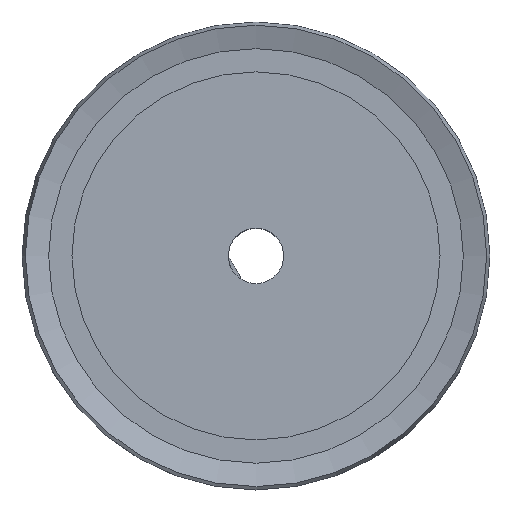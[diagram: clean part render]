
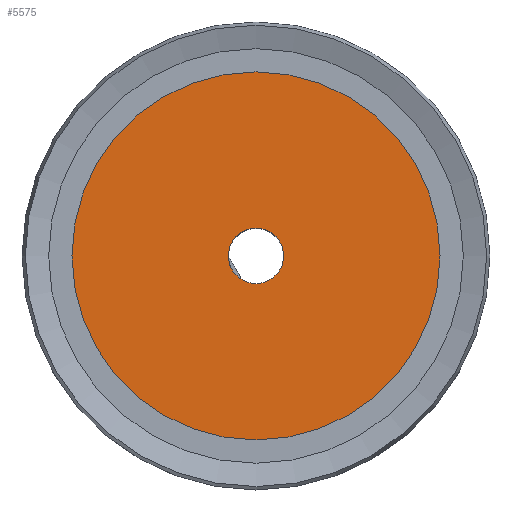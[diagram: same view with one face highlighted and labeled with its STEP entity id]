
A CAD part, top view. The second image highlights one B-rep face of the part: STEP entity #5575.
In plain terms, the highlighted planar face has unit normal (0, 0, 1).
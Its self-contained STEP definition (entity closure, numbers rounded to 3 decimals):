
#16=PLANE('',#6336);
#144=FACE_BOUND('',#1284,.T.);
#274=CIRCLE('',#6020,2.5);
#275=CIRCLE('',#6022,16.608);
#902=FACE_OUTER_BOUND('',#1283,.T.);
#1283=EDGE_LOOP('',(#4211));
#1284=EDGE_LOOP('',(#4212));
#2288=VERTEX_POINT('',#9768);
#2289=VERTEX_POINT('',#9772);
#2804=EDGE_CURVE('',#2288,#2288,#274,.T.);
#2805=EDGE_CURVE('',#2289,#2289,#275,.T.);
#4211=ORIENTED_EDGE('',*,*,#2805,.T.);
#4212=ORIENTED_EDGE('',*,*,#2804,.F.);
#5575=ADVANCED_FACE('',(#902,#144),#16,.T.);
#6020=AXIS2_PLACEMENT_3D('',#9770,#7319,#7320);
#6022=AXIS2_PLACEMENT_3D('',#9773,#7323,#7324);
#6336=AXIS2_PLACEMENT_3D('',#10376,#8048,#8049);
#7319=DIRECTION('center_axis',(0.,0.,1.));
#7320=DIRECTION('ref_axis',(1.,0.,0.));
#7323=DIRECTION('center_axis',(0.,0.,1.));
#7324=DIRECTION('ref_axis',(1.,0.,0.));
#8048=DIRECTION('center_axis',(0.,0.,1.));
#8049=DIRECTION('ref_axis',(1.,0.,0.));
#9768=CARTESIAN_POINT('',(-2.5,0.,5.15));
#9770=CARTESIAN_POINT('Origin',(0.,0.,5.15));
#9772=CARTESIAN_POINT('',(-16.608,0.,5.15));
#9773=CARTESIAN_POINT('Origin',(0.,0.,5.15));
#10376=CARTESIAN_POINT('Origin',(0.,0.,5.15));
